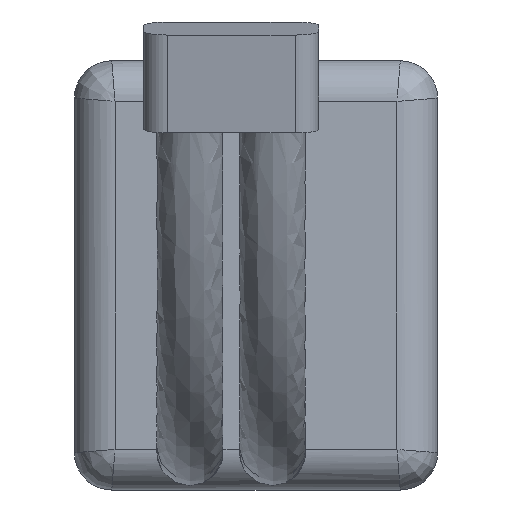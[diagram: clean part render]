
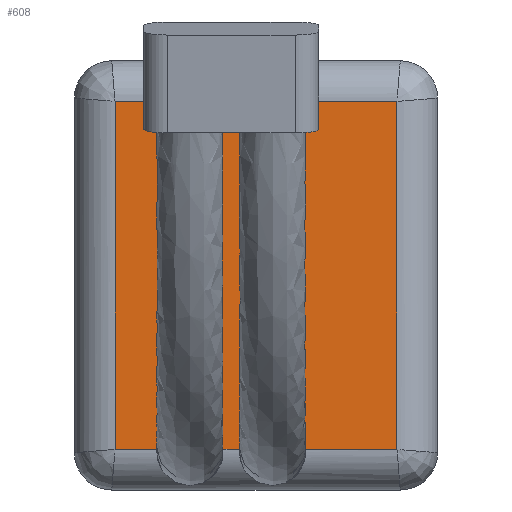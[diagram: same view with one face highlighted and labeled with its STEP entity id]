
A CAD part, left-side view. The second image highlights one B-rep face of the part: STEP entity #608.
In plain terms, the highlighted planar face has unit normal (-1, 0, 0).
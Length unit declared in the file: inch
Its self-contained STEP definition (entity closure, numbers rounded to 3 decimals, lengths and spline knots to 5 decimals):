
#16=B_SPLINE_CURVE_WITH_KNOTS('',3,(#1214,#1215,#1216,#1217,#1218,#1219,
#1220,#1221,#1222),.UNSPECIFIED.,.F.,.F.,(4,1,1,1,1,1,4),(-1.84419,
-1.5708,-1.3464,-0.4488,0.4488,
1.3464,1.84419),.UNSPECIFIED.);
#23=B_SPLINE_CURVE_WITH_KNOTS('',3,(#1497,#1498,#1499,#1500,#1501,#1502,
#1503,#1504,#1505),.UNSPECIFIED.,.F.,.F.,(4,1,1,1,1,1,4),(-1.84419,
-1.5708,-1.3464,-0.4488,0.4488,
1.3464,1.84419),.UNSPECIFIED.);
#65=PLANE('',#686);
#102=FACE_OUTER_BOUND('',#144,.T.);
#144=EDGE_LOOP('',(#532,#533,#534,#535,#536,#537,#538,#539));
#180=LINE('',#1462,#222);
#181=LINE('',#1464,#223);
#182=LINE('',#1466,#224);
#184=LINE('',#1468,#226);
#185=LINE('',#1488,#227);
#186=LINE('',#1490,#228);
#222=VECTOR('',#830,0.3937);
#223=VECTOR('',#833,0.3937);
#224=VECTOR('',#836,0.3937);
#226=VECTOR('',#838,0.3937);
#227=VECTOR('',#839,0.3937);
#228=VECTOR('',#842,0.3937);
#286=VERTEX_POINT('',#1206);
#288=VERTEX_POINT('',#1213);
#290=VERTEX_POINT('',#1266);
#291=VERTEX_POINT('',#1277);
#292=VERTEX_POINT('',#1339);
#295=VERTEX_POINT('',#1380);
#297=VERTEX_POINT('',#1420);
#298=VERTEX_POINT('',#1458);
#355=EDGE_CURVE('',#288,#286,#16,.T.);
#371=EDGE_CURVE('',#298,#292,#180,.T.);
#372=EDGE_CURVE('',#297,#298,#181,.T.);
#373=EDGE_CURVE('',#290,#297,#182,.T.);
#375=EDGE_CURVE('',#295,#286,#184,.T.);
#377=EDGE_CURVE('',#288,#291,#185,.T.);
#378=EDGE_CURVE('',#292,#295,#186,.T.);
#382=EDGE_CURVE('',#290,#291,#23,.T.);
#532=ORIENTED_EDGE('',*,*,#377,.F.);
#533=ORIENTED_EDGE('',*,*,#355,.T.);
#534=ORIENTED_EDGE('',*,*,#375,.F.);
#535=ORIENTED_EDGE('',*,*,#378,.F.);
#536=ORIENTED_EDGE('',*,*,#371,.F.);
#537=ORIENTED_EDGE('',*,*,#372,.F.);
#538=ORIENTED_EDGE('',*,*,#373,.F.);
#539=ORIENTED_EDGE('',*,*,#382,.T.);
#608=ADVANCED_FACE('',(#102),#65,.T.);
#686=AXIS2_PLACEMENT_3D('',#1496,#850,#851);
#830=DIRECTION('',(0.,-1.,0.));
#833=DIRECTION('',(0.,0.,1.));
#836=DIRECTION('',(0.,1.,0.));
#838=DIRECTION('',(0.,1.,0.));
#839=DIRECTION('',(0.,1.,0.));
#842=DIRECTION('',(0.,0.,-1.));
#850=DIRECTION('center_axis',(-1.,0.,0.));
#851=DIRECTION('ref_axis',(0.,0.,1.));
#1206=CARTESIAN_POINT('',(-1.4,0.40371,-0.527));
#1213=CARTESIAN_POINT('',(-1.4,0.59629,-0.527));
#1214=CARTESIAN_POINT('Ctrl Pts',(-1.4,0.59624,-0.52701));
#1215=CARTESIAN_POINT('Ctrl Pts',(-1.4,0.5987,-0.51822));
#1216=CARTESIAN_POINT('Ctrl Pts',(-1.4,0.60106,-0.5016));
#1217=CARTESIAN_POINT('Ctrl Pts',(-1.4,0.59596,-0.45507));
#1218=CARTESIAN_POINT('Ctrl Pts',(-1.4,0.54974,-0.3969));
#1219=CARTESIAN_POINT('Ctrl Pts',(-1.4,0.4503,-0.39685));
#1220=CARTESIAN_POINT('Ctrl Pts',(-1.4,0.3976,-0.463));
#1221=CARTESIAN_POINT('Ctrl Pts',(-1.4,0.39935,-0.51097));
#1222=CARTESIAN_POINT('Ctrl Pts',(-1.4,0.40381,-0.52699));
#1266=CARTESIAN_POINT('',(-1.4,0.84629,-0.527));
#1277=CARTESIAN_POINT('',(-1.4,0.65371,-0.527));
#1339=CARTESIAN_POINT('',(-1.4,0.123,0.527));
#1380=CARTESIAN_POINT('',(-1.4,0.123,-0.527));
#1420=CARTESIAN_POINT('',(-1.4,0.977,-0.527));
#1458=CARTESIAN_POINT('',(-1.4,0.977,0.527));
#1462=CARTESIAN_POINT('',(-1.4,0.,0.527));
#1464=CARTESIAN_POINT('',(-1.4,0.977,-0.325));
#1466=CARTESIAN_POINT('',(-1.4,0.,-0.527));
#1468=CARTESIAN_POINT('',(-1.4,0.,-0.527));
#1488=CARTESIAN_POINT('',(-1.4,0.,-0.527));
#1490=CARTESIAN_POINT('',(-1.4,0.123,-0.325));
#1496=CARTESIAN_POINT('Origin',(-1.4,0.,-0.65));
#1497=CARTESIAN_POINT('Ctrl Pts',(-1.4,0.84624,-0.52701));
#1498=CARTESIAN_POINT('Ctrl Pts',(-1.4,0.8487,-0.51822));
#1499=CARTESIAN_POINT('Ctrl Pts',(-1.4,0.85106,-0.5016));
#1500=CARTESIAN_POINT('Ctrl Pts',(-1.4,0.84596,-0.45507));
#1501=CARTESIAN_POINT('Ctrl Pts',(-1.4,0.79974,-0.3969));
#1502=CARTESIAN_POINT('Ctrl Pts',(-1.4,0.7003,-0.39685));
#1503=CARTESIAN_POINT('Ctrl Pts',(-1.4,0.6476,-0.463));
#1504=CARTESIAN_POINT('Ctrl Pts',(-1.4,0.64935,-0.51097));
#1505=CARTESIAN_POINT('Ctrl Pts',(-1.4,0.65381,-0.52699));
